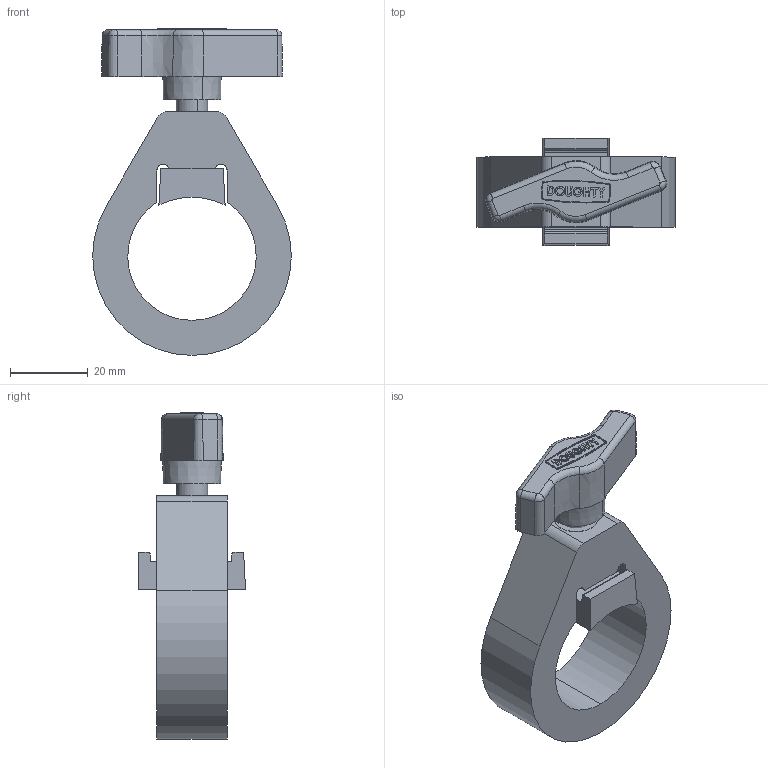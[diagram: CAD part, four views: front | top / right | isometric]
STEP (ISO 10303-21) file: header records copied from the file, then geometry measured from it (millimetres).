
FILE_DESCRIPTION (( 'STEP AP203' ), '1' );
FILE_NAME ('T53000.STEP', '2018-08-01T11:11:26', ( '' ), ( '' ), 'SwSTEP 2.0', 'SolidWorks 2016', '' );
FILE_SCHEMA (( 'CONFIG_CONTROL_DESIGN' ));
Length unit declared in the file: millimetre
Products named in the file (7): Doughty Knob_S0130; T53000; F630; TH2028_TH2028; TH1480; TH2855; TH2854
Assembly tree (6 placements, depth 4):
  T53000
    TH2855
      TH2854
        TH2028_TH2028
      F630
    TH1480
    Doughty Knob_S0130
Bounding box: 51 x 27.5 x 83.9 mm (x, y, z)
Volume: 34532.1 mm3; surface area: 13835.4 mm2
Topology: 4 solids, 4 shells, 167 faces, 422 edges, 276 vertices
Faces by surface type: plane 85, cylinder 62, cone 12, torus 8
Entity records: 5795 total; most frequent: DIRECTION 914, CARTESIAN_POINT 906, ORIENTED_EDGE 844, EDGE_CURVE 422, AXIS2_PLACEMENT_3D 324, VERTEX_POINT 276, VECTOR 266, LINE 266
